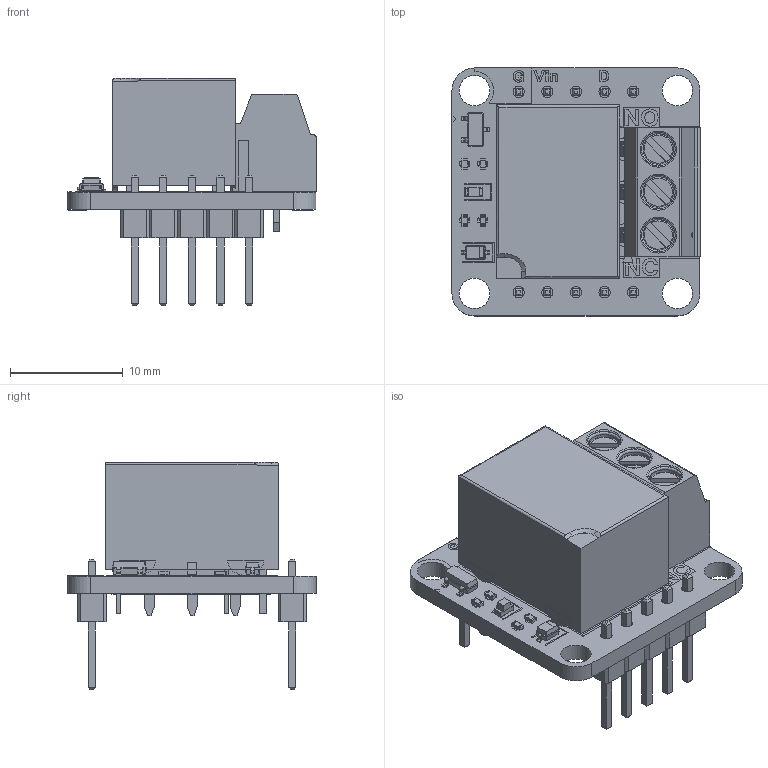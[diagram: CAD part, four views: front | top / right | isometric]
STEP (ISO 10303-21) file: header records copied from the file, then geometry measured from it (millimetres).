
FILE_DESCRIPTION(('KiCad electronic assembly'),'2;1');
FILE_NAME('AX22-0014.step','2025-12-08T13:51:12',('Pcbnew'),('Kicad'), 'Open CASCADE STEP processor 7.8','KiCad to STEP converter','Unknown' );
FILE_SCHEMA(('AUTOMOTIVE_DESIGN { 1 0 10303 214 1 1 1 1 }'));
Length unit declared in the file: millimetre
Products named in the file (10): AX22-0014 1; BLACK_01x03_Screw_Terminal; R_0402_1005Metric; LED_0603_1608Metric; PinHeader_1x05_P2.54mm_Vertical; D_SOD-323; Relay_SPDT_Omron_G5V-1; SOT-23; AX22_Relay-3A_silkscreen; AX22_Relay-3A_PCB
Assembly tree (13 placements, depth 2):
  AX22-0014 1
    BLACK_01x03_Screw_Terminal
    R_0402_1005Metric  x4
    LED_0603_1608Metric
    PinHeader_1x05_P2.54mm_Vertical  x2
    D_SOD-323
    Relay_SPDT_Omron_G5V-1
    SOT-23
    AX22_Relay-3A_silkscreen
    AX22_Relay-3A_PCB
Bounding box: 22.01 x 22 x 20.14 mm (x, y, z)
Volume: 3035.2 mm3; surface area: 3396.8 mm2
Topology: 12 solids, 58 shells, 1124 faces, 3979 edges, 2993 vertices
Faces by surface type: plane 725, bspline 291, cylinder 99, torus 9
Full cylindrical faces by diameter (mm): 1 x16, 1.5 x3, 2.7 x4, 2.9 x3, 3 x6
Entity records: 49202 total; most frequent: CARTESIAN_POINT 17837, ORIENTED_EDGE 5706, DIRECTION 4602, EDGE_CURVE 3479, VERTEX_POINT 2677, LINE 2562, VECTOR 2562, FACE_BOUND 1063
